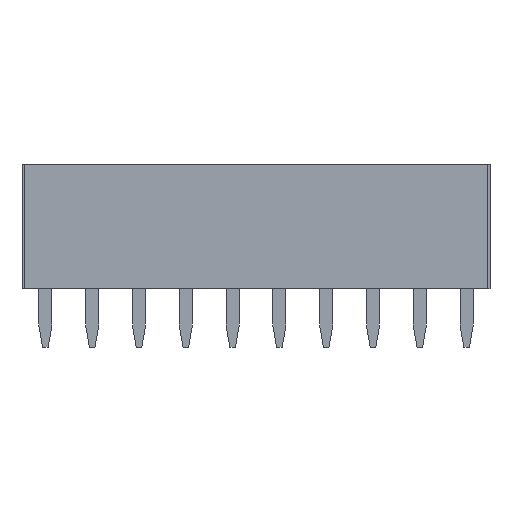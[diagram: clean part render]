
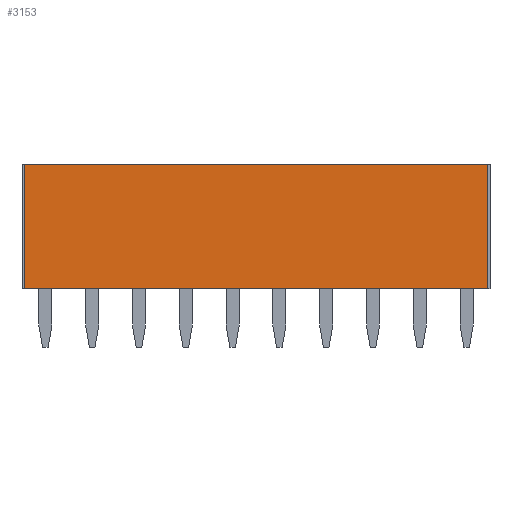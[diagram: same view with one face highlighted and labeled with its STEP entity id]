
A CAD part, front view. The second image highlights one B-rep face of the part: STEP entity #3153.
In plain terms, the highlighted planar face has unit normal (0, -1, 0).
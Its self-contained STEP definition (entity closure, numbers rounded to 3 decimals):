
#187=FACE_OUTER_BOUND('',#385,.T.);
#385=EDGE_LOOP('',(#2509,#2510,#2511,#2512));
#486=LINE('',#4235,#914);
#555=LINE('',#4373,#983);
#744=LINE('',#4759,#1172);
#745=LINE('',#4761,#1173);
#914=VECTOR('',#3444,25.146);
#983=VECTOR('',#3525,25.146);
#1172=VECTOR('',#3864,6.731);
#1173=VECTOR('',#3867,6.731);
#1342=VERTEX_POINT('',#4232);
#1343=VERTEX_POINT('',#4234);
#1405=VERTEX_POINT('',#4370);
#1406=VERTEX_POINT('',#4372);
#1614=EDGE_CURVE('',#1342,#1343,#486,.T.);
#1683=EDGE_CURVE('',#1406,#1405,#555,.T.);
#1872=EDGE_CURVE('',#1343,#1405,#744,.T.);
#1873=EDGE_CURVE('',#1342,#1406,#745,.T.);
#2509=ORIENTED_EDGE('',*,*,#1614,.F.);
#2510=ORIENTED_EDGE('',*,*,#1873,.T.);
#2511=ORIENTED_EDGE('',*,*,#1683,.T.);
#2512=ORIENTED_EDGE('',*,*,#1872,.F.);
#2975=PLANE('',#3339);
#3153=ADVANCED_FACE('',(#187),#2975,.T.);
#3339=AXIS2_PLACEMENT_3D('',#4760,#3865,#3866);
#3444=DIRECTION('',(1.,0.,0.));
#3525=DIRECTION('',(1.,0.,0.));
#3864=DIRECTION('',(0.,0.,-1.));
#3865=DIRECTION('center_axis',(0.,-1.,0.));
#3866=DIRECTION('ref_axis',(1.,0.,0.));
#3867=DIRECTION('',(0.,0.,-1.));
#4232=CARTESIAN_POINT('',(-12.573,-1.778,0.));
#4234=CARTESIAN_POINT('',(12.573,-1.778,0.));
#4235=CARTESIAN_POINT('',(-12.573,-1.778,0.));
#4370=CARTESIAN_POINT('',(12.573,-1.778,-6.731));
#4372=CARTESIAN_POINT('',(-12.573,-1.778,-6.731));
#4373=CARTESIAN_POINT('',(-12.573,-1.778,-6.731));
#4759=CARTESIAN_POINT('',(12.573,-1.778,0.));
#4760=CARTESIAN_POINT('Origin',(-12.573,-1.778,0.));
#4761=CARTESIAN_POINT('',(-12.573,-1.778,0.));
